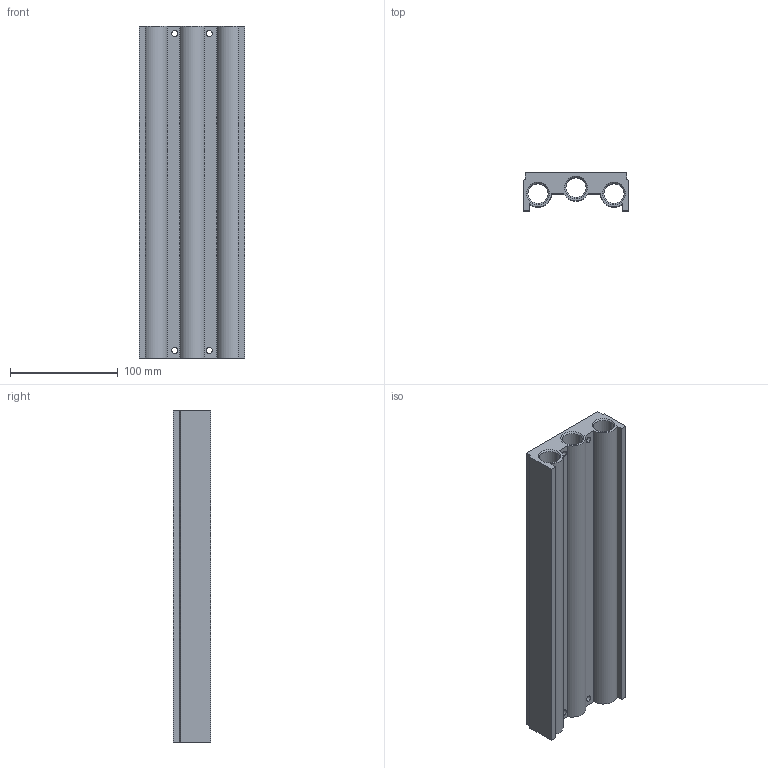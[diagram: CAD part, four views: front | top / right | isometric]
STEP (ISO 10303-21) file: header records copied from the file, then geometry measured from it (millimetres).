
FILE_DESCRIPTION (( 'STEP AP214' ), '1' );
FILE_NAME ('EMC-V54-8.STEP', '2020-04-02T09:10:36', ( '' ), ( '' ), 'SwSTEP 2.0', 'SolidWorks 2020', '' );
FILE_SCHEMA (( 'AUTOMOTIVE_DESIGN' ));
Length unit declared in the file: millimetre
Products named in the file (1): EMC-V54-8
Bounding box: 98 x 35 x 308 mm (x, y, z)
Volume: 508175.4 mm3; surface area: 153947.4 mm2
Topology: 1 solids, 1 shells, 202 faces, 526 edges, 310 vertices
Faces by surface type: cylinder 97, cone 74, plane 31
Entity records: 11400 total; most frequent: CARTESIAN_POINT 6439, DIRECTION 1040, ORIENTED_EDGE 988, EDGE_CURVE 494, AXIS2_PLACEMENT_3D 407, VERTEX_POINT 310, EDGE_LOOP 280, VECTOR 226
